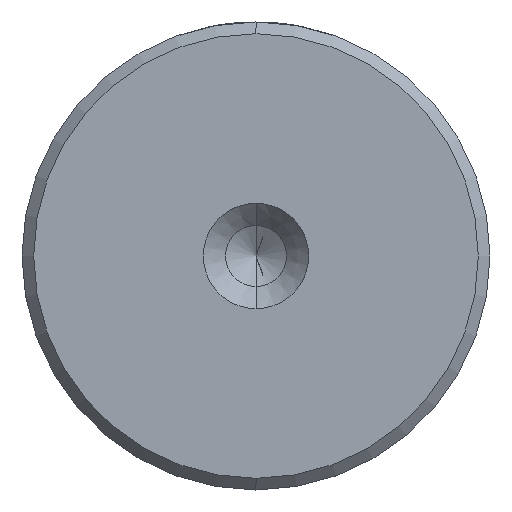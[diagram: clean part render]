
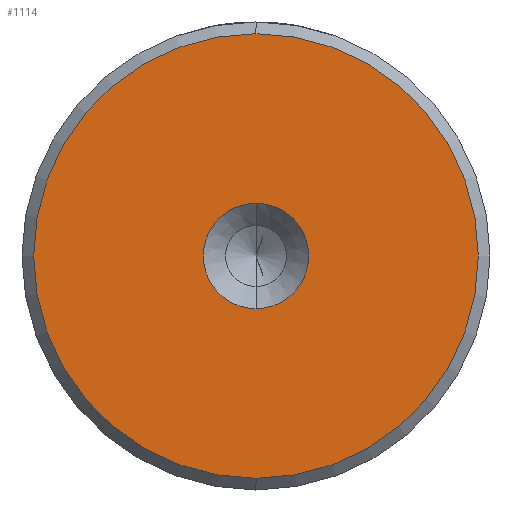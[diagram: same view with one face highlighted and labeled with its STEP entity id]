
A CAD part, left-side view. The second image highlights one B-rep face of the part: STEP entity #1114.
In plain terms, the highlighted planar face has unit normal (-1, 0, 0).
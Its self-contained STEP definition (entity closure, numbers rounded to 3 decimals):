
#32 = CIRCLE ( 'NONE', #830, 9.5 ) ;
#38 = EDGE_LOOP ( 'NONE', ( #1507, #842 ) ) ;
#75 = AXIS2_PLACEMENT_3D ( 'NONE', #1719, #682, #1901 ) ;
#141 = DIRECTION ( 'NONE',  ( -1., 0., 0. ) ) ;
#149 = CARTESIAN_POINT ( 'NONE',  ( 0., 0., -2.25 ) ) ;
#194 = EDGE_LOOP ( 'NONE', ( #2055, #1132 ) ) ;
#293 = PLANE ( 'NONE',  #1652 ) ;
#297 = FACE_BOUND ( 'NONE', #38, .T. ) ;
#348 = AXIS2_PLACEMENT_3D ( 'NONE', #1195, #141, #1366 ) ;
#476 = DIRECTION ( 'NONE',  ( 0., 0., 1. ) ) ;
#508 = CARTESIAN_POINT ( 'NONE',  ( 0., 0., 0. ) ) ;
#577 = DIRECTION ( 'NONE',  ( -1., 0., 0. ) ) ;
#606 = VERTEX_POINT ( 'NONE', #2029 ) ;
#639 = CIRCLE ( 'NONE', #75, 2.25 ) ;
#682 = DIRECTION ( 'NONE',  ( -1., 0., 0. ) ) ;
#689 = DIRECTION ( 'NONE',  ( 0., 0., 1. ) ) ;
#830 = AXIS2_PLACEMENT_3D ( 'NONE', #508, #1733, #689 ) ;
#842 = ORIENTED_EDGE ( 'NONE', *, *, #2153, .F. ) ;
#894 = FACE_OUTER_BOUND ( 'NONE', #194, .T. ) ;
#1114 = ADVANCED_FACE ( 'NONE', ( #894, #297 ), #293, .T. ) ;
#1132 = ORIENTED_EDGE ( 'NONE', *, *, #1820, .T. ) ;
#1140 = AXIS2_PLACEMENT_3D ( 'NONE', #1608, #577, #1796 ) ;
#1195 = CARTESIAN_POINT ( 'NONE',  ( 0., 0., 0. ) ) ;
#1211 = CARTESIAN_POINT ( 'NONE',  ( 0., 0., -9.5 ) ) ;
#1366 = DIRECTION ( 'NONE',  ( 0., 0., 1. ) ) ;
#1426 = VERTEX_POINT ( 'NONE', #1741 ) ;
#1507 = ORIENTED_EDGE ( 'NONE', *, *, #1998, .F. ) ;
#1517 = DIRECTION ( 'NONE',  ( -1., 0., 0. ) ) ;
#1608 = CARTESIAN_POINT ( 'NONE',  ( 0., 0., 0. ) ) ;
#1652 = AXIS2_PLACEMENT_3D ( 'NONE', #2030, #1517, #476 ) ;
#1719 = CARTESIAN_POINT ( 'NONE',  ( 0., 0., 0. ) ) ;
#1733 = DIRECTION ( 'NONE',  ( -1., 0., 0. ) ) ;
#1741 = CARTESIAN_POINT ( 'NONE',  ( 0., 0., 9.5 ) ) ;
#1773 = CIRCLE ( 'NONE', #1140, 2.25 ) ;
#1782 = EDGE_CURVE ( 'NONE', #1809, #1426, #2003, .T. ) ;
#1791 = VERTEX_POINT ( 'NONE', #149 ) ;
#1796 = DIRECTION ( 'NONE',  ( 0., 0., 1. ) ) ;
#1809 = VERTEX_POINT ( 'NONE', #1211 ) ;
#1820 = EDGE_CURVE ( 'NONE', #1426, #1809, #32, .T. ) ;
#1901 = DIRECTION ( 'NONE',  ( 0., 0., 1. ) ) ;
#1998 = EDGE_CURVE ( 'NONE', #606, #1791, #639, .T. ) ;
#2003 = CIRCLE ( 'NONE', #348, 9.5 ) ;
#2029 = CARTESIAN_POINT ( 'NONE',  ( 0., 0., 2.25 ) ) ;
#2030 = CARTESIAN_POINT ( 'NONE',  ( 0., 0., 0. ) ) ;
#2055 = ORIENTED_EDGE ( 'NONE', *, *, #1782, .T. ) ;
#2153 = EDGE_CURVE ( 'NONE', #1791, #606, #1773, .T. ) ;
